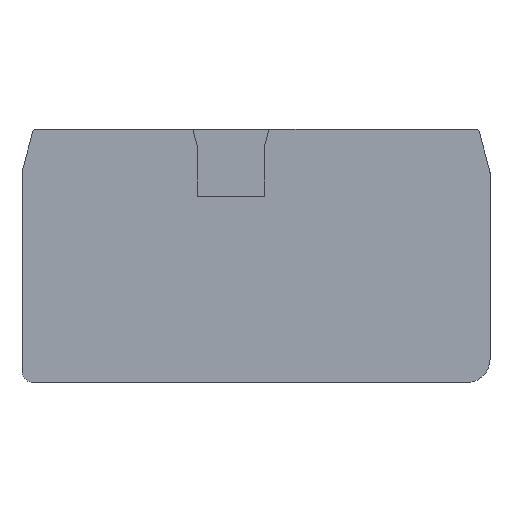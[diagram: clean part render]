
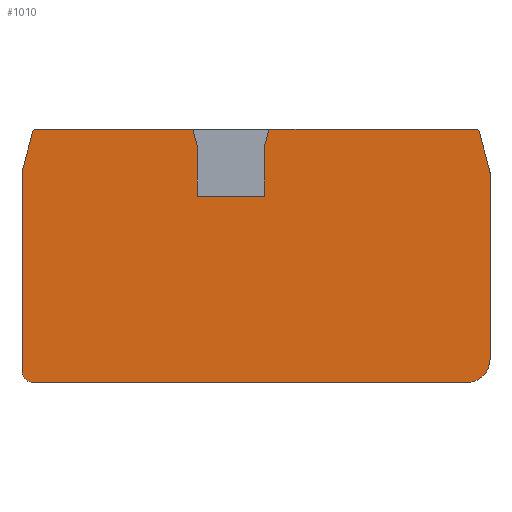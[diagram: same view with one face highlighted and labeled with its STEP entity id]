
A CAD part, top view. The second image highlights one B-rep face of the part: STEP entity #1010.
In plain terms, the highlighted planar face has unit normal (0, 0, 1).
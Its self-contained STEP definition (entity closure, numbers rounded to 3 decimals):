
#167=DIRECTION('',(1.,0.,0.));
#168=VECTOR('',#167,35.727);
#169=CARTESIAN_POINT('',(0.479,22.25,0.));
#170=LINE('',#169,#168);
#179=DIRECTION('',(1.,0.,0.));
#180=VECTOR('',#179,27.077);
#181=CARTESIAN_POINT('',(-39.706,22.25,0.));
#182=LINE('',#181,#180);
#279=DIRECTION('',(0.,-1.,0.));
#280=VECTOR('',#279,34.219);
#281=CARTESIAN_POINT('',(-42.05,14.869,0.));
#282=LINE('',#281,#280);
#283=CARTESIAN_POINT('',(-41.55,14.869,0.));
#284=DIRECTION('',(0.,0.,1.));
#285=DIRECTION('',(-0.966,0.259,0.));
#286=AXIS2_PLACEMENT_3D('',#283,#284,#285);
#288=DIRECTION('',(-0.259,-0.966,0.));
#289=VECTOR('',#288,7.124);
#290=CARTESIAN_POINT('',(-40.189,21.879,0.));
#291=LINE('',#290,#289);
#292=CARTESIAN_POINT('',(-39.706,21.75,0.));
#293=DIRECTION('',(0.,0.,1.));
#294=DIRECTION('',(0.,1.,0.));
#295=AXIS2_PLACEMENT_3D('',#292,#293,#294);
#297=DIRECTION('',(-0.254,0.967,0.));
#298=VECTOR('',#297,3.062);
#299=CARTESIAN_POINT('',(-11.85,19.289,0.));
#300=LINE('',#299,#298);
#301=DIRECTION('',(0.,1.,0.));
#302=VECTOR('',#301,8.539);
#303=CARTESIAN_POINT('',(-11.85,10.75,0.));
#304=LINE('',#303,#302);
#305=DIRECTION('',(-1.,0.,0.));
#306=VECTOR('',#305,11.55);
#307=CARTESIAN_POINT('',(-0.3,10.75,0.));
#308=LINE('',#307,#306);
#309=DIRECTION('',(0.,-1.,0.));
#310=VECTOR('',#309,8.539);
#311=CARTESIAN_POINT('',(-0.3,19.289,0.));
#312=LINE('',#311,#310);
#313=DIRECTION('',(-0.254,-0.967,0.));
#314=VECTOR('',#313,3.062);
#315=CARTESIAN_POINT('',(0.479,22.25,0.));
#316=LINE('',#315,#314);
#317=CARTESIAN_POINT('',(36.206,21.75,0.));
#318=DIRECTION('',(0.,0.,1.));
#319=DIRECTION('',(0.966,0.259,0.));
#320=AXIS2_PLACEMENT_3D('',#317,#318,#319);
#322=DIRECTION('',(-0.259,0.966,0.));
#323=VECTOR('',#322,7.124);
#324=CARTESIAN_POINT('',(38.533,14.998,0.));
#325=LINE('',#324,#323);
#326=CARTESIAN_POINT('',(38.05,14.869,0.));
#327=DIRECTION('',(0.,0.,1.));
#328=DIRECTION('',(1.,0.,0.));
#329=AXIS2_PLACEMENT_3D('',#326,#327,#328);
#331=CARTESIAN_POINT('',(34.55,-17.35,
0.));
#332=DIRECTION('',(0.,0.,1.));
#333=DIRECTION('',(0.,-1.,0.));
#334=AXIS2_PLACEMENT_3D('',#331,#332,#333);
#336=DIRECTION('',(1.,0.,0.));
#337=VECTOR('',#336,74.6);
#338=CARTESIAN_POINT('',(-40.05,-21.35,0.));
#339=LINE('',#338,#337);
#340=CARTESIAN_POINT('',(-40.05,-19.35,
0.));
#341=DIRECTION('',(0.,0.,1.));
#342=DIRECTION('',(-1.,0.,0.));
#343=AXIS2_PLACEMENT_3D('',#340,#341,#342);
#365=DIRECTION('',(0.,-1.,0.));
#366=VECTOR('',#365,32.219);
#367=CARTESIAN_POINT('',(38.55,14.869,0.));
#368=LINE('',#367,#366);
#489=CARTESIAN_POINT('',(-0.3,19.289,0.));
#490=VERTEX_POINT('',#489);
#491=CARTESIAN_POINT('',(0.479,22.25,0.));
#492=VERTEX_POINT('',#491);
#509=CARTESIAN_POINT('',(38.533,14.998,0.));
#510=CARTESIAN_POINT('',(36.689,21.879,0.));
#511=VERTEX_POINT('',#509);
#512=VERTEX_POINT('',#510);
#513=CARTESIAN_POINT('',(-0.3,10.75,0.));
#514=VERTEX_POINT('',#513);
#517=CARTESIAN_POINT('',(-39.706,22.25,0.));
#518=VERTEX_POINT('',#517);
#519=CARTESIAN_POINT('',(-12.629,22.25,0.));
#520=VERTEX_POINT('',#519);
#521=CARTESIAN_POINT('',(36.206,22.25,0.));
#522=VERTEX_POINT('',#521);
#525=CARTESIAN_POINT('',(-11.85,19.289,0.));
#526=VERTEX_POINT('',#525);
#527=CARTESIAN_POINT('',(38.55,-17.35,0.));
#528=VERTEX_POINT('',#527);
#529=CARTESIAN_POINT('',(34.55,-21.35,
0.));
#530=VERTEX_POINT('',#529);
#531=CARTESIAN_POINT('',(-42.05,14.869,0.));
#532=CARTESIAN_POINT('',(-42.05,-19.35,0.));
#533=VERTEX_POINT('',#531);
#534=VERTEX_POINT('',#532);
#535=CARTESIAN_POINT('',(-40.05,-21.35,
0.));
#536=VERTEX_POINT('',#535);
#537=CARTESIAN_POINT('',(38.55,14.869,0.));
#538=VERTEX_POINT('',#537);
#539=CARTESIAN_POINT('',(-11.85,10.75,0.));
#540=VERTEX_POINT('',#539);
#541=CARTESIAN_POINT('',(-40.189,21.879,0.));
#542=VERTEX_POINT('',#541);
#543=CARTESIAN_POINT('',(-42.033,14.998,0.));
#544=VERTEX_POINT('',#543);
#971=CARTESIAN_POINT('',(0.,0.,0.));
#972=DIRECTION('',(0.,0.,1.));
#973=DIRECTION('',(1.,0.,0.));
#974=AXIS2_PLACEMENT_3D('',#971,#972,#973);
#975=PLANE('',#974);
#977=ORIENTED_EDGE('',*,*,#976,.F.);
#979=ORIENTED_EDGE('',*,*,#978,.F.);
#981=ORIENTED_EDGE('',*,*,#980,.F.);
#983=ORIENTED_EDGE('',*,*,#982,.F.);
#984=ORIENTED_EDGE('',*,*,#796,.T.);
#986=ORIENTED_EDGE('',*,*,#985,.F.);
#988=ORIENTED_EDGE('',*,*,#987,.F.);
#990=ORIENTED_EDGE('',*,*,#989,.F.);
#992=ORIENTED_EDGE('',*,*,#991,.F.);
#994=ORIENTED_EDGE('',*,*,#993,.F.);
#995=ORIENTED_EDGE('',*,*,#788,.T.);
#996=ORIENTED_EDGE('',*,*,#952,.F.);
#997=ORIENTED_EDGE('',*,*,#962,.F.);
#999=ORIENTED_EDGE('',*,*,#998,.F.);
#1001=ORIENTED_EDGE('',*,*,#1000,.T.);
#1003=ORIENTED_EDGE('',*,*,#1002,.F.);
#1005=ORIENTED_EDGE('',*,*,#1004,.F.);
#1007=ORIENTED_EDGE('',*,*,#1006,.F.);
#1008=EDGE_LOOP('',(#977,#979,#981,#983,#984,#986,#988,#990,#992,#994,#995,#996,
#997,#999,#1001,#1003,#1005,#1007));
#1009=FACE_OUTER_BOUND('',#1008,.F.);
#287=CIRCLE('',#286,0.5);
#296=CIRCLE('',#295,0.5);
#321=CIRCLE('',#320,0.5);
#330=CIRCLE('',#329,0.5);
#335=CIRCLE('',#334,4.);
#344=CIRCLE('',#343,2.);
#788=EDGE_CURVE('',#492,#522,#170,.T.);
#796=EDGE_CURVE('',#518,#520,#182,.T.);
#952=EDGE_CURVE('',#512,#522,#321,.T.);
#962=EDGE_CURVE('',#511,#512,#325,.T.);
#976=EDGE_CURVE('',#533,#534,#282,.T.);
#978=EDGE_CURVE('',#544,#533,#287,.T.);
#980=EDGE_CURVE('',#542,#544,#291,.T.);
#982=EDGE_CURVE('',#518,#542,#296,.T.);
#985=EDGE_CURVE('',#526,#520,#300,.T.);
#987=EDGE_CURVE('',#540,#526,#304,.T.);
#989=EDGE_CURVE('',#514,#540,#308,.T.);
#991=EDGE_CURVE('',#490,#514,#312,.T.);
#993=EDGE_CURVE('',#492,#490,#316,.T.);
#998=EDGE_CURVE('',#538,#511,#330,.T.);
#1000=EDGE_CURVE('',#538,#528,#368,.T.);
#1002=EDGE_CURVE('',#530,#528,#335,.T.);
#1004=EDGE_CURVE('',#536,#530,#339,.T.);
#1006=EDGE_CURVE('',#534,#536,#344,.T.);
#1010=ADVANCED_FACE('',(#1009),#975,.T.);
